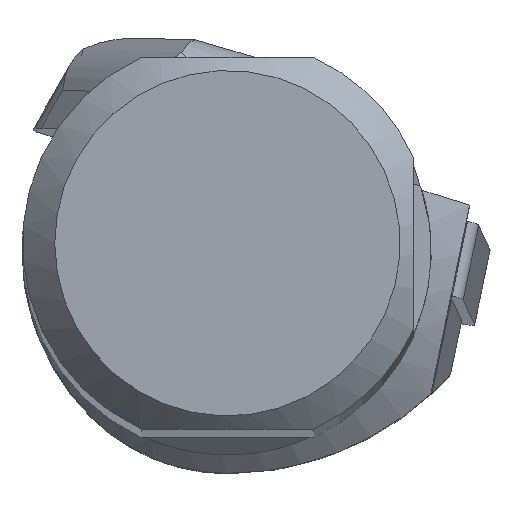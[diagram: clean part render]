
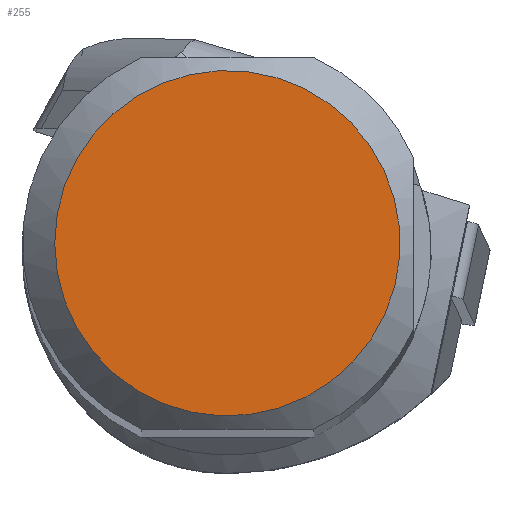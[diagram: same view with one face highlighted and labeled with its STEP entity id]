
A CAD part, top view. The second image highlights one B-rep face of the part: STEP entity #255.
In plain terms, the highlighted planar face has unit normal (0, 0, 1).
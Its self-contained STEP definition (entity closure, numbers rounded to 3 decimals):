
#180=FACE_OUTER_BOUND('',#635,.T.);
#255=ADVANCED_FACE('CU_SU_BP3',(#180),#318,.T.);
#318=PLANE('',#1635);
#635=EDGE_LOOP('',(#840));
#840=ORIENTED_EDGE('',*,*,#1347,.F.);
#1186=VERTEX_POINT('',#2466);
#1347=EDGE_CURVE('',#1186,#1186,#1473,.T.);
#1473=CIRCLE('',#1634,10.691);
#1634=AXIS2_PLACEMENT_3D('',#2465,#1913,#1914);
#1635=AXIS2_PLACEMENT_3D('',#2467,#1915,#1916);
#1913=DIRECTION('',(0.,0.,-1.));
#1914=DIRECTION('',(-1.,0.,0.));
#1915=DIRECTION('',(0.,0.,1.));
#1916=DIRECTION('',(-1.,0.,0.));
#2465=CARTESIAN_POINT('',(0.,0.,0.));
#2466=CARTESIAN_POINT('',(-10.691,0.,0.));
#2467=CARTESIAN_POINT('',(0.,0.,0.));
